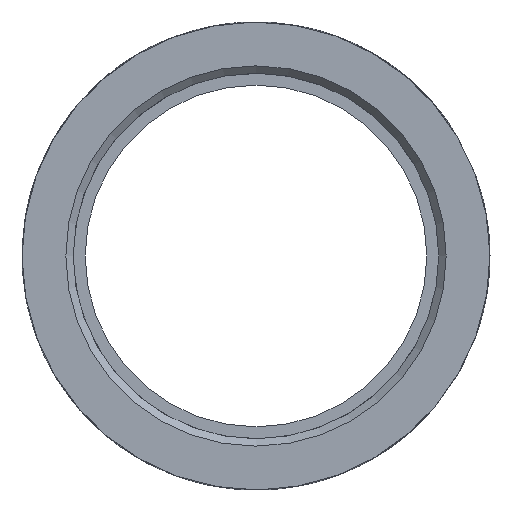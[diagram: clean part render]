
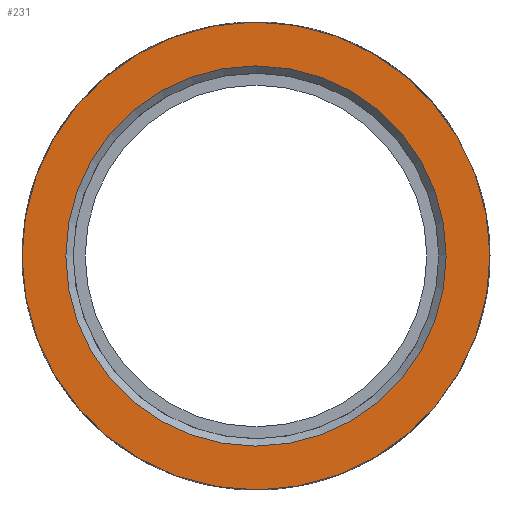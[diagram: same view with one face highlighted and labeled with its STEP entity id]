
A CAD part, left-side view. The second image highlights one B-rep face of the part: STEP entity #231.
In plain terms, the highlighted planar face has unit normal (-1, 0, 0).
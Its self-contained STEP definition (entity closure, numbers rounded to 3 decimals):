
#112=PLANE('',#2581);
#231=ADVANCED_FACE('',(#409,#410),#112,.T.);
#300=CIRCLE('',#2555,15.75);
#312=CIRCLE('',#2579,12.8);
#409=FACE_BOUND('',#555,.T.);
#410=FACE_BOUND('',#556,.T.);
#555=EDGE_LOOP('',(#1333));
#556=EDGE_LOOP('',(#1334));
#1333=ORIENTED_EDGE('',*,*,#2104,.T.);
#1334=ORIENTED_EDGE('',*,*,#2118,.F.);
#1714=VERTEX_POINT('',#5464);
#1727=VERTEX_POINT('',#5566);
#2104=EDGE_CURVE('',#1714,#1714,#300,.T.);
#2118=EDGE_CURVE('',#1727,#1727,#312,.T.);
#2555=AXIS2_PLACEMENT_3D('',#5463,#2705,#2706);
#2579=AXIS2_PLACEMENT_3D('',#5565,#2753,#2754);
#2581=AXIS2_PLACEMENT_3D('',#5568,#2757,#2758);
#2705=DIRECTION('',(-1.,0.,0.));
#2706=DIRECTION('',(0.,-1.,0.));
#2753=DIRECTION('',(-1.,0.,0.));
#2754=DIRECTION('',(0.,-1.,0.));
#2757=DIRECTION('',(-1.,0.,0.));
#2758=DIRECTION('',(0.,-1.,0.));
#5463=CARTESIAN_POINT('',(-22.52,0.,0.));
#5464=CARTESIAN_POINT('',(-22.52,-15.75,0.));
#5565=CARTESIAN_POINT('',(-22.52,0.,0.));
#5566=CARTESIAN_POINT('',(-22.52,-12.8,0.));
#5568=CARTESIAN_POINT('',(-22.52,12.8,0.));
